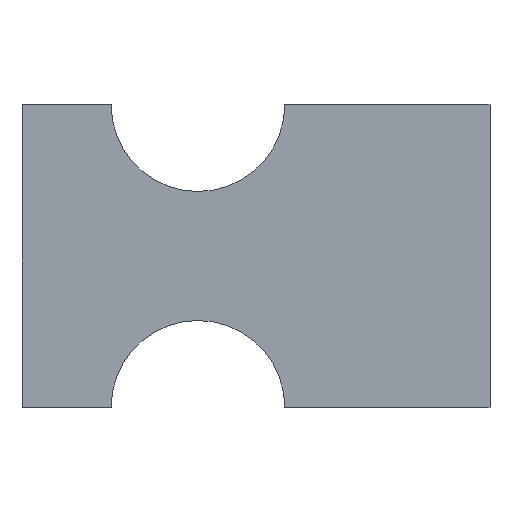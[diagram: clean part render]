
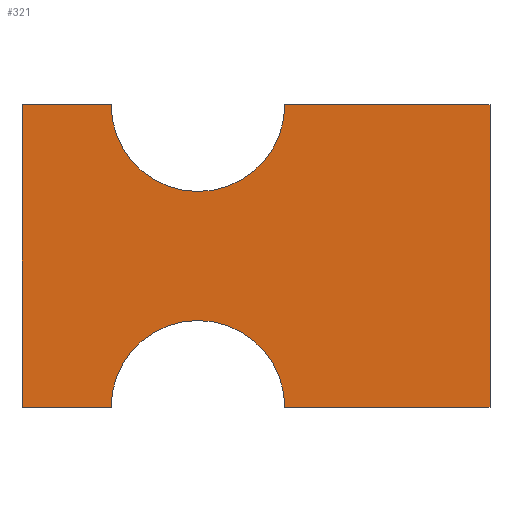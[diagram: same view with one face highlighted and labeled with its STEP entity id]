
A CAD part, top view. The second image highlights one B-rep face of the part: STEP entity #321.
In plain terms, the highlighted planar face has unit normal (0, 0, 1).
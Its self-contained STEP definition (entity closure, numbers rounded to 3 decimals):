
#63=CARTESIAN_POINT('Vertex',(0.,0.,3.)) ;
#77=CARTESIAN_POINT('Vertex',(22.78,0.,3.)) ;
#80=CARTESIAN_POINT('Line Origine',(11.39,0.,3.)) ;
#108=CARTESIAN_POINT('Vertex',(67.22,0.,3.)) ;
#111=CARTESIAN_POINT('Axis2P3D Location',(45.,0.,3.)) ;
#134=CARTESIAN_POINT('Vertex',(119.7,0.,3.)) ;
#137=CARTESIAN_POINT('Line Origine',(93.46,0.,3.)) ;
#165=CARTESIAN_POINT('Vertex',(119.7,77.44,3.)) ;
#168=CARTESIAN_POINT('Line Origine',(119.7,38.72,3.)) ;
#196=CARTESIAN_POINT('Vertex',(67.22,77.44,3.)) ;
#199=CARTESIAN_POINT('Line Origine',(93.46,77.44,3.)) ;
#227=CARTESIAN_POINT('Vertex',(22.78,77.44,3.)) ;
#230=CARTESIAN_POINT('Axis2P3D Location',(45.,77.44,3.)) ;
#253=CARTESIAN_POINT('Vertex',(0.,77.44,3.)) ;
#256=CARTESIAN_POINT('Line Origine',(11.39,77.44,3.)) ;
#278=CARTESIAN_POINT('Line Origine',(0.,38.72,3.)) ;
#306=CARTESIAN_POINT('Axis2P3D Location',(0.,0.,3.)) ;
#81=DIRECTION('Vector Direction',(1.,0.,0.)) ;
#112=DIRECTION('Axis2P3D Direction',(0.,0.,1.)) ;
#138=DIRECTION('Vector Direction',(1.,0.,0.)) ;
#169=DIRECTION('Vector Direction',(0.,1.,0.)) ;
#200=DIRECTION('Vector Direction',(-1.,0.,0.)) ;
#231=DIRECTION('Axis2P3D Direction',(0.,0.,1.)) ;
#257=DIRECTION('Vector Direction',(-1.,0.,0.)) ;
#279=DIRECTION('Vector Direction',(0.,-1.,0.)) ;
#307=DIRECTION('Axis2P3D Direction',(0.,0.,1.)) ;
#308=DIRECTION('Axis2P3D XDirection',(1.,0.,0.)) ;
#113=AXIS2_PLACEMENT_3D('Circle Axis2P3D',#111,#112,$) ;
#232=AXIS2_PLACEMENT_3D('Circle Axis2P3D',#230,#231,$) ;
#309=AXIS2_PLACEMENT_3D('Plane Axis2P3D',#306,#307,#308) ;
#312=ORIENTED_EDGE('',*,*,#84,.T.) ;
#313=ORIENTED_EDGE('',*,*,#115,.T.) ;
#314=ORIENTED_EDGE('',*,*,#141,.T.) ;
#315=ORIENTED_EDGE('',*,*,#172,.T.) ;
#316=ORIENTED_EDGE('',*,*,#203,.T.) ;
#317=ORIENTED_EDGE('',*,*,#234,.T.) ;
#318=ORIENTED_EDGE('',*,*,#260,.T.) ;
#319=ORIENTED_EDGE('',*,*,#282,.T.) ;
#82=VECTOR('Line Direction',#81,1.) ;
#139=VECTOR('Line Direction',#138,1.) ;
#170=VECTOR('Line Direction',#169,1.) ;
#201=VECTOR('Line Direction',#200,1.) ;
#258=VECTOR('Line Direction',#257,1.) ;
#280=VECTOR('Line Direction',#279,1.) ;
#321=ADVANCED_FACE('Corps principal',(#320),#310,.T.) ;
#114=CIRCLE('generated circle',#113,22.22) ;
#233=CIRCLE('generated circle',#232,22.22) ;
#84=EDGE_CURVE('',#64,#78,#83,.T.) ;
#115=EDGE_CURVE('',#78,#109,#114,.F.) ;
#141=EDGE_CURVE('',#109,#135,#140,.T.) ;
#172=EDGE_CURVE('',#135,#166,#171,.T.) ;
#203=EDGE_CURVE('',#166,#197,#202,.T.) ;
#234=EDGE_CURVE('',#197,#228,#233,.F.) ;
#260=EDGE_CURVE('',#228,#254,#259,.T.) ;
#282=EDGE_CURVE('',#254,#64,#281,.T.) ;
#311=EDGE_LOOP('',(#312,#313,#314,#315,#316,#317,#318,#319)) ;
#320=FACE_OUTER_BOUND('',#311,.T.) ;
#83=LINE('Line',#80,#82) ;
#140=LINE('Line',#137,#139) ;
#171=LINE('Line',#168,#170) ;
#202=LINE('Line',#199,#201) ;
#259=LINE('Line',#256,#258) ;
#281=LINE('Line',#278,#280) ;
#310=PLANE('Plane',#309) ;
#64=VERTEX_POINT('',#63) ;
#78=VERTEX_POINT('',#77) ;
#109=VERTEX_POINT('',#108) ;
#135=VERTEX_POINT('',#134) ;
#166=VERTEX_POINT('',#165) ;
#197=VERTEX_POINT('',#196) ;
#228=VERTEX_POINT('',#227) ;
#254=VERTEX_POINT('',#253) ;
